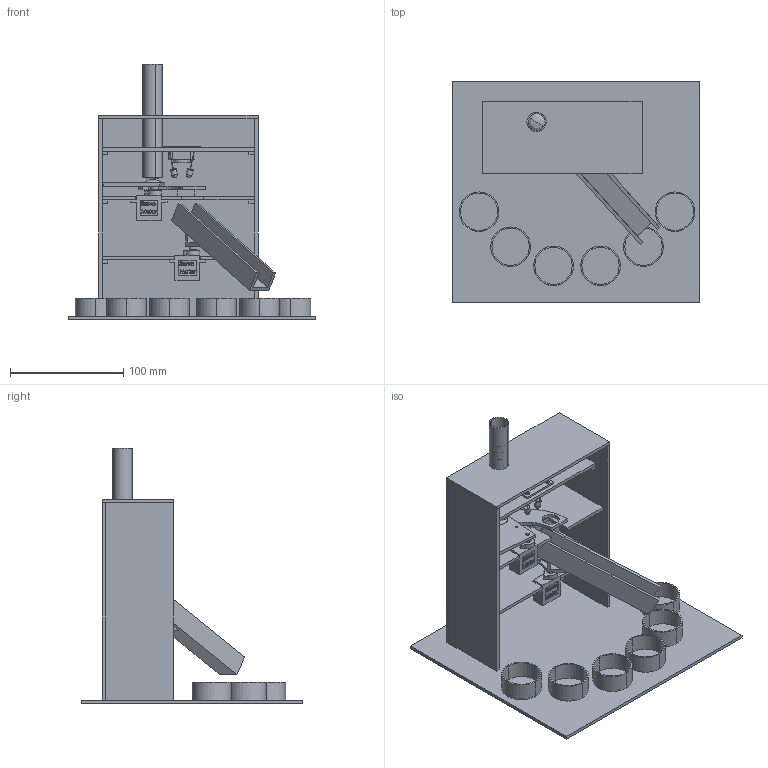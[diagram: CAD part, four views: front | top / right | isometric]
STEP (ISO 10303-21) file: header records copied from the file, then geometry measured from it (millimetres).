
FILE_DESCRIPTION (( 'STEP AP214' ), '1' );
FILE_NAME ('Color Sorting Machine.STEP', '2022-01-12T13:38:41', ( '' ), ( '' ), 'SwSTEP 2.0', 'SolidWorks 2022', '' );
FILE_SCHEMA (( 'AUTOMOTIVE_DESIGN' ));
Length unit declared in the file: millimetre
Products named in the file (20): Slider Support_Slider Support; Base01_Base01; Base03_Base03; Sliding platform_Sliding platform; SideLid_SideLid; Slider_Slider; TopLid_TopLid; Servo Motor_Servo Motor; Part6^Arduino Project - Color Sorting Machine_Part6^Arduino Project - Color Sorting Machine; Charger_Charger; Support01_Support01; Servo Motor Assembly_Servo Motor Assembly; BackLid_BackLid; Color Sorting Machine; Support02_Support02; Rotary platform_Rotary platform; Skittle_Skittle; Base02_Base02; TCS3200 Sensor 3D Model_TCS3200 Sensor 3D Model; Servo Motor Link_Servo Motor Link
Assembly tree (39 placements, depth 3):
  Color Sorting Machine
    Servo Motor Assembly_Servo Motor Assembly  x2
      Servo Motor_Servo Motor
      Servo Motor Link_Servo Motor Link
    Base02_Base02
    Rotary platform_Rotary platform
    Sliding platform_Sliding platform
    Support02_Support02  x2
    Base01_Base01
    Slider Support_Slider Support
    Slider_Slider
    SideLid_SideLid  x2
    BackLid_BackLid
    Base03_Base03
    TCS3200 Sensor 3D Model_TCS3200 Sensor 3D Model
    TopLid_TopLid
    Charger_Charger
    Part6^Arduino Project - Color Sorting Machine_Part6^Arduino Project - Color Sorting Machine
    Skittle_Skittle  x13
    Support01_Support01  x6
Bounding box: 219.23 x 196.09 x 226 mm (x, y, z)
Volume: 420884.8 mm3; surface area: 318909.4 mm2
Topology: 26 solids, 39 shells, 766 faces, 1830 edges, 1189 vertices
Faces by surface type: plane 408, bspline 184, cylinder 166, sphere 8
Entity records: 17298 total; most frequent: CARTESIAN_POINT 6082, ORIENTED_EDGE 2148, DIRECTION 2011, EDGE_CURVE 1074, VERTEX_POINT 711, AXIS2_PLACEMENT_3D 675, LINE 661, VECTOR 661
